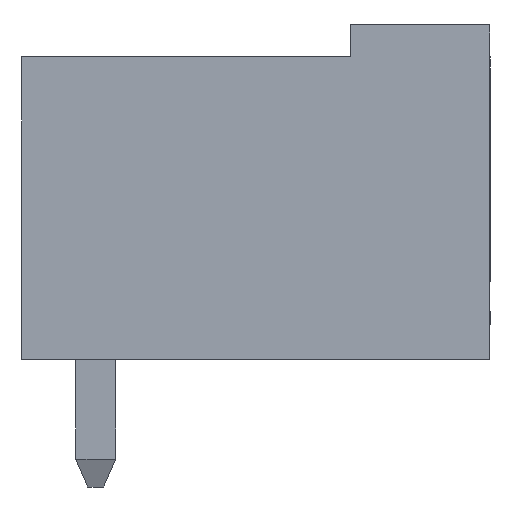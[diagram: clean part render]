
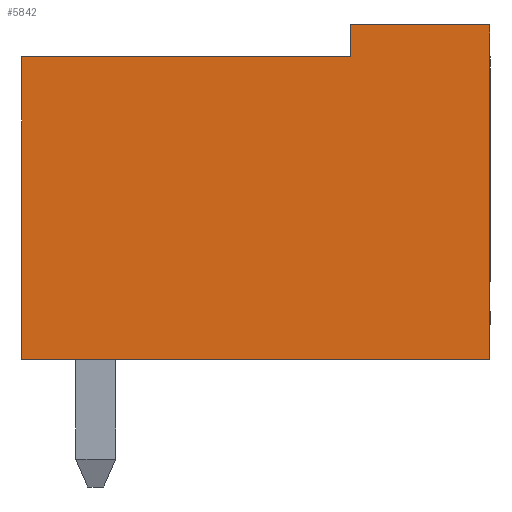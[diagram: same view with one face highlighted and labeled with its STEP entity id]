
A CAD part, left-side view. The second image highlights one B-rep face of the part: STEP entity #5842.
In plain terms, the highlighted planar face has unit normal (-1, 0, 0).
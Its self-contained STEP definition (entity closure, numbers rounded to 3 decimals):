
#5832=AXIS2_PLACEMENT_3D('Plane Axis2P3D',#5829,#5830,#5831) ;
#175=CARTESIAN_POINT('Vertex',(0.,0.,11.6)) ;
#178=CARTESIAN_POINT('Line Origine',(0.,0.,7.4)) ;
#182=CARTESIAN_POINT('Vertex',(0.,0.,3.2)) ;
#909=CARTESIAN_POINT('Vertex',(0.,3.5,11.6)) ;
#912=CARTESIAN_POINT('Line Origine',(0.,1.75,11.6)) ;
#1179=CARTESIAN_POINT('Vertex',(0.,11.75,10.8)) ;
#1182=CARTESIAN_POINT('Line Origine',(0.,7.625,10.8)) ;
#1186=CARTESIAN_POINT('Vertex',(0.,3.5,10.8)) ;
#1642=CARTESIAN_POINT('Vertex',(0.,11.75,3.2)) ;
#1645=CARTESIAN_POINT('Line Origine',(0.,11.75,7.)) ;
#1844=CARTESIAN_POINT('Line Origine',(0.,5.875,3.2)) ;
#5536=CARTESIAN_POINT('Line Origine',(0.,3.5,11.2)) ;
#5829=CARTESIAN_POINT('Axis2P3D Location',(0.,0.,0.)) ;
#179=DIRECTION('Vector Direction',(0.,0.,-1.)) ;
#913=DIRECTION('Vector Direction',(0.,-1.,0.)) ;
#1183=DIRECTION('Vector Direction',(0.,-1.,0.)) ;
#1646=DIRECTION('Vector Direction',(0.,0.,1.)) ;
#1845=DIRECTION('Vector Direction',(0.,1.,0.)) ;
#5537=DIRECTION('Vector Direction',(0.,0.,1.)) ;
#5830=DIRECTION('Axis2P3D Direction',(-1.,0.,0.)) ;
#5831=DIRECTION('Axis2P3D XDirection',(0.,-1.,0.)) ;
#180=VECTOR('Line Direction',#179,1.) ;
#914=VECTOR('Line Direction',#913,1.) ;
#1184=VECTOR('Line Direction',#1183,1.) ;
#1647=VECTOR('Line Direction',#1646,1.) ;
#1846=VECTOR('Line Direction',#1845,1.) ;
#5538=VECTOR('Line Direction',#5537,1.) ;
#5835=ORIENTED_EDGE('',*,*,#5540,.T.) ;
#5836=ORIENTED_EDGE('',*,*,#1188,.T.) ;
#5837=ORIENTED_EDGE('',*,*,#1649,.T.) ;
#5838=ORIENTED_EDGE('',*,*,#1848,.T.) ;
#5839=ORIENTED_EDGE('',*,*,#184,.T.) ;
#5840=ORIENTED_EDGE('',*,*,#916,.T.) ;
#5842=ADVANCED_FACE('HOUSING',(#5841),#5833,.T.) ;
#184=EDGE_CURVE('',#183,#176,#181,.F.) ;
#916=EDGE_CURVE('',#176,#910,#915,.F.) ;
#1188=EDGE_CURVE('',#1187,#1180,#1185,.F.) ;
#1649=EDGE_CURVE('',#1180,#1643,#1648,.F.) ;
#1848=EDGE_CURVE('',#1643,#183,#1847,.F.) ;
#5540=EDGE_CURVE('',#910,#1187,#5539,.F.) ;
#5834=EDGE_LOOP('',(#5835,#5836,#5837,#5838,#5839,#5840)) ;
#5841=FACE_OUTER_BOUND('',#5834,.T.) ;
#181=LINE('Line',#178,#180) ;
#915=LINE('Line',#912,#914) ;
#1185=LINE('Line',#1182,#1184) ;
#1648=LINE('Line',#1645,#1647) ;
#1847=LINE('Line',#1844,#1846) ;
#5539=LINE('Line',#5536,#5538) ;
#5833=PLANE('',#5832) ;
#176=VERTEX_POINT('',#175) ;
#183=VERTEX_POINT('',#182) ;
#910=VERTEX_POINT('',#909) ;
#1180=VERTEX_POINT('',#1179) ;
#1187=VERTEX_POINT('',#1186) ;
#1643=VERTEX_POINT('',#1642) ;
